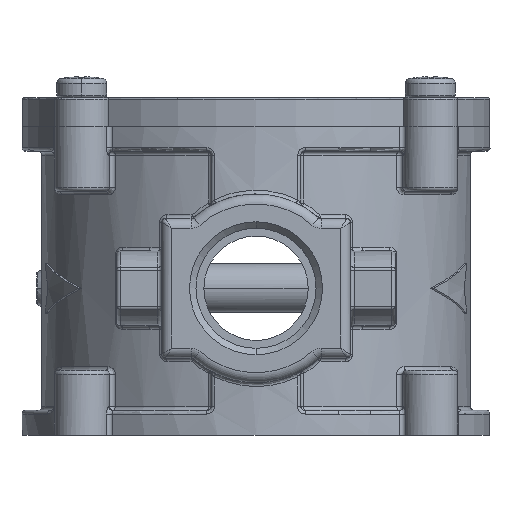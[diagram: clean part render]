
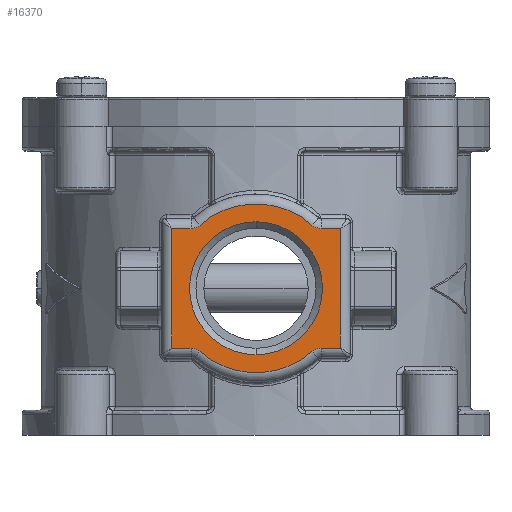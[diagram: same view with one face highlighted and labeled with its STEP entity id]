
A CAD part, left-side view. The second image highlights one B-rep face of the part: STEP entity #16370.
In plain terms, the highlighted planar face has unit normal (-1, 0, 0).
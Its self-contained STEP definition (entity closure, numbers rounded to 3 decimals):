
#4822=DIRECTION('',(0.,-1.,0.));
#4823=VECTOR('',#4822,3.891);
#4824=CARTESIAN_POINT('',(-60.,-13.059,-12.));
#4825=LINE('',#4824,#4823);
#4826=CARTESIAN_POINT('',(-60.,-13.059,-14.75));
#4827=DIRECTION('',(1.,0.,0.));
#4828=DIRECTION('',(0.,0.663,0.749));
#4829=AXIS2_PLACEMENT_3D('',#4826,#4827,#4828);
#4831=CARTESIAN_POINT('',(-60.,0.,0.));
#4832=DIRECTION('',(-1.,0.,0.));
#4833=DIRECTION('',(0.,0.663,-0.749));
#4834=AXIS2_PLACEMENT_3D('',#4831,#4832,#4833);
#4836=CARTESIAN_POINT('',(-60.,13.059,-14.75));
#4837=DIRECTION('',(1.,0.,0.));
#4838=DIRECTION('',(0.,0.,1.));
#4839=AXIS2_PLACEMENT_3D('',#4836,#4837,#4838);
#4841=DIRECTION('',(0.,-1.,0.));
#4842=VECTOR('',#4841,3.891);
#4843=CARTESIAN_POINT('',(-60.,16.95,-12.));
#4844=LINE('',#4843,#4842);
#4845=DIRECTION('',(0.,0.,-1.));
#4846=VECTOR('',#4845,24.);
#4847=CARTESIAN_POINT('',(-60.,16.95,12.));
#4848=LINE('',#4847,#4846);
#4849=DIRECTION('',(0.,1.,0.));
#4850=VECTOR('',#4849,3.891);
#4851=CARTESIAN_POINT('',(-60.,13.059,12.));
#4852=LINE('',#4851,#4850);
#4853=CARTESIAN_POINT('',(-60.,13.059,14.75));
#4854=DIRECTION('',(1.,0.,0.));
#4855=DIRECTION('',(0.,-0.663,-0.749));
#4856=AXIS2_PLACEMENT_3D('',#4853,#4854,#4855);
#4858=CARTESIAN_POINT('',(-60.,0.,0.));
#4859=DIRECTION('',(-1.,0.,0.));
#4860=DIRECTION('',(0.,-0.663,0.749));
#4861=AXIS2_PLACEMENT_3D('',#4858,#4859,#4860);
#4863=CARTESIAN_POINT('',(-60.,-13.059,14.75));
#4864=DIRECTION('',(1.,0.,0.));
#4865=DIRECTION('',(0.,0.,-1.));
#4866=AXIS2_PLACEMENT_3D('',#4863,#4864,#4865);
#4868=DIRECTION('',(0.,1.,0.));
#4869=VECTOR('',#4868,3.891);
#4870=CARTESIAN_POINT('',(-60.,-16.95,12.));
#4871=LINE('',#4870,#4869);
#4872=DIRECTION('',(0.,0.,1.));
#4873=VECTOR('',#4872,24.);
#4874=CARTESIAN_POINT('',(-60.,-16.95,-12.));
#4875=LINE('',#4874,#4873);
#4876=CARTESIAN_POINT('',(-60.,0.,0.));
#4877=DIRECTION('',(1.,0.,0.));
#4878=DIRECTION('',(0.,0.,1.));
#4879=AXIS2_PLACEMENT_3D('',#4876,#4877,#4878);
#4881=CARTESIAN_POINT('',(-60.,0.,0.));
#4882=DIRECTION('',(1.,0.,0.));
#4883=DIRECTION('',(0.,0.,-1.));
#4884=AXIS2_PLACEMENT_3D('',#4881,#4882,#4883);
#8749=CARTESIAN_POINT('',(-60.,-13.059,-12.));
#8750=CARTESIAN_POINT('',(-60.,-16.95,-12.));
#8751=VERTEX_POINT('',#8749);
#8752=VERTEX_POINT('',#8750);
#8753=CARTESIAN_POINT('',(-60.,-11.236,-12.691));
#8754=VERTEX_POINT('',#8753);
#8757=CARTESIAN_POINT('',(-60.,11.236,-12.691));
#8758=VERTEX_POINT('',#8757);
#8761=CARTESIAN_POINT('',(-60.,13.059,-12.));
#8762=VERTEX_POINT('',#8761);
#8765=CARTESIAN_POINT('',(-60.,16.95,-12.));
#8766=VERTEX_POINT('',#8765);
#8769=CARTESIAN_POINT('',(-60.,-16.95,12.));
#8770=VERTEX_POINT('',#8769);
#8775=CARTESIAN_POINT('',(-60.,-13.059,12.));
#8776=VERTEX_POINT('',#8775);
#8781=CARTESIAN_POINT('',(-60.,-11.236,12.691));
#8782=VERTEX_POINT('',#8781);
#8785=CARTESIAN_POINT('',(-60.,11.236,12.691));
#8786=VERTEX_POINT('',#8785);
#8789=CARTESIAN_POINT('',(-60.,13.059,12.));
#8790=VERTEX_POINT('',#8789);
#8795=CARTESIAN_POINT('',(-60.,16.95,12.));
#8796=VERTEX_POINT('',#8795);
#8839=CARTESIAN_POINT('',(-60.,0.,13.36));
#8840=CARTESIAN_POINT('',(-60.,0.,-13.36));
#8841=VERTEX_POINT('',#8839);
#8842=VERTEX_POINT('',#8840);
#16334=CARTESIAN_POINT('',(-60.,0.,0.));
#16335=DIRECTION('',(1.,0.,0.));
#16336=DIRECTION('',(0.,-1.,0.));
#16337=AXIS2_PLACEMENT_3D('',#16334,#16335,#16336);
#16338=PLANE('',#16337);
#16340=ORIENTED_EDGE('',*,*,#16339,.F.);
#16342=ORIENTED_EDGE('',*,*,#16341,.F.);
#16344=ORIENTED_EDGE('',*,*,#16343,.F.);
#16345=ORIENTED_EDGE('',*,*,#16324,.F.);
#16347=ORIENTED_EDGE('',*,*,#16346,.F.);
#16349=ORIENTED_EDGE('',*,*,#16348,.F.);
#16351=ORIENTED_EDGE('',*,*,#16350,.F.);
#16353=ORIENTED_EDGE('',*,*,#16352,.F.);
#16355=ORIENTED_EDGE('',*,*,#16354,.F.);
#16357=ORIENTED_EDGE('',*,*,#16356,.F.);
#16359=ORIENTED_EDGE('',*,*,#16358,.F.);
#16361=ORIENTED_EDGE('',*,*,#16360,.F.);
#16362=EDGE_LOOP('',(#16340,#16342,#16344,#16345,#16347,#16349,#16351,#16353,
#16355,#16357,#16359,#16361));
#16363=FACE_OUTER_BOUND('',#16362,.F.);
#16365=ORIENTED_EDGE('',*,*,#16364,.F.);
#16367=ORIENTED_EDGE('',*,*,#16366,.F.);
#16368=EDGE_LOOP('',(#16365,#16367));
#16369=FACE_BOUND('',#16368,.F.);
#16370=ADVANCED_FACE('',(#16363,#16369),#16338,.F.);
#4830=CIRCLE('',#4829,2.75);
#4835=CIRCLE('',#4834,16.95);
#4840=CIRCLE('',#4839,2.75);
#4857=CIRCLE('',#4856,2.75);
#4862=CIRCLE('',#4861,16.95);
#4867=CIRCLE('',#4866,2.75);
#4880=CIRCLE('',#4879,13.36);
#4885=CIRCLE('',#4884,13.36);
#16324=EDGE_CURVE('',#8762,#8758,#4840,.T.);
#16339=EDGE_CURVE('',#8751,#8752,#4825,.T.);
#16341=EDGE_CURVE('',#8754,#8751,#4830,.T.);
#16343=EDGE_CURVE('',#8758,#8754,#4835,.T.);
#16346=EDGE_CURVE('',#8766,#8762,#4844,.T.);
#16348=EDGE_CURVE('',#8796,#8766,#4848,.T.);
#16350=EDGE_CURVE('',#8790,#8796,#4852,.T.);
#16352=EDGE_CURVE('',#8786,#8790,#4857,.T.);
#16354=EDGE_CURVE('',#8782,#8786,#4862,.T.);
#16356=EDGE_CURVE('',#8776,#8782,#4867,.T.);
#16358=EDGE_CURVE('',#8770,#8776,#4871,.T.);
#16360=EDGE_CURVE('',#8752,#8770,#4875,.T.);
#16364=EDGE_CURVE('',#8841,#8842,#4880,.T.);
#16366=EDGE_CURVE('',#8842,#8841,#4885,.T.);
